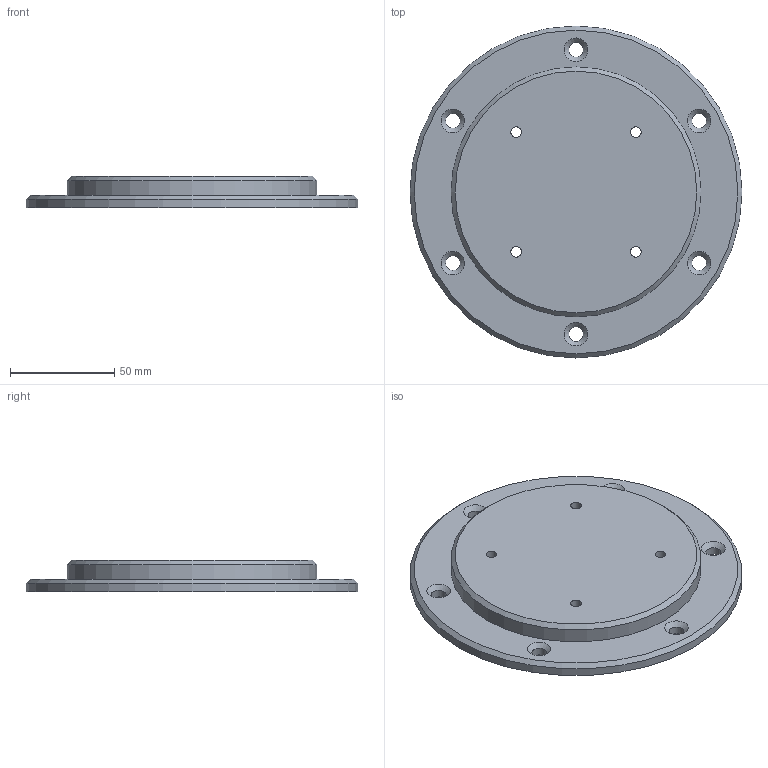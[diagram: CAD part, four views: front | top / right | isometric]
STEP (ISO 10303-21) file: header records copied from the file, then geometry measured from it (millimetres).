
FILE_DESCRIPTION(('FreeCAD Model'),'2;1');
FILE_NAME('Open CASCADE Shape Model','2022-06-30T15:06:17',(''),(''), 'Open CASCADE STEP processor 7.6','FreeCAD','Unknown');
FILE_SCHEMA(('AUTOMOTIVE_DESIGN { 1 0 10303 214 1 1 1 1 }'));
Length unit declared in the file: millimetre
Products named in the file (1): Body
Bounding box: 159.4 x 159.4 x 15 mm (x, y, z)
Volume: 216767.6 mm3; surface area: 46264.4 mm2
Topology: 1 solids, 1 shells, 23 faces, 52 edges, 32 vertices
Faces by surface type: cylinder 12, cone 8, plane 3
Full cylindrical faces by diameter (mm): 5.1 x4, 7.1 x6, 120 x1, 159.4 x1
Entity records: 1422 total; most frequent: CARTESIAN_POINT 272, DIRECTION 226, ORIENTED_EDGE 104, PCURVE 104, DEFINITIONAL_REPRESENTATION 104, LINE 100, VECTOR 100, AXIS2_PLACEMENT_3D 56
